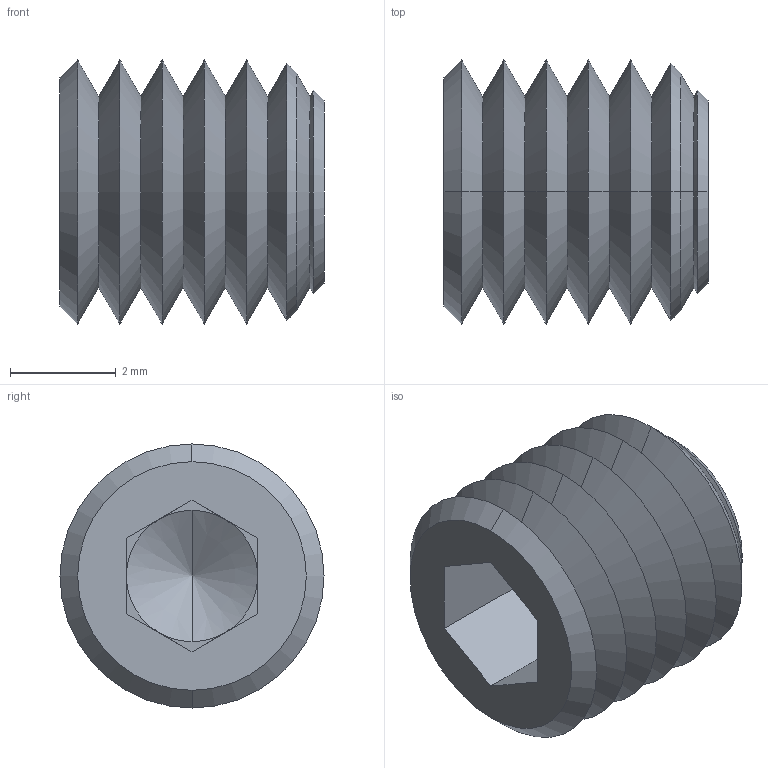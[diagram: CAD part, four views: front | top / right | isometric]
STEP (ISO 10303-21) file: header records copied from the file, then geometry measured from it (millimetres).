
FILE_DESCRIPTION (( 'STEP AP214' ), '1' );
FILE_NAME ('Screw Headless M5×5无头内六角螺钉.step', '2016-10-28T04:23:09', ( 'dell' ), ( '' ), 'SwSTEP 2.0', 'SolidWorks 2013', '' );
FILE_SCHEMA (( 'AUTOMOTIVE_DESIGN' ));
Length unit declared in the file: millimetre
Products named in the file (1): Screw Headless M5×5无头内六角螺钉
Bounding box: 5 x 5 x 5 mm (x, y, z)
Volume: 61.2 mm3; surface area: 171.1 mm2
Topology: 1 solids, 1 shells, 46 faces, 98 edges, 53 vertices
Faces by surface type: cone 32, plane 14
Entity records: 1230 total; most frequent: DIRECTION 230, CARTESIAN_POINT 196, ORIENTED_EDGE 192, EDGE_CURVE 96, AXIS2_PLACEMENT_3D 87, LINE 56, VECTOR 56, VERTEX_POINT 53
